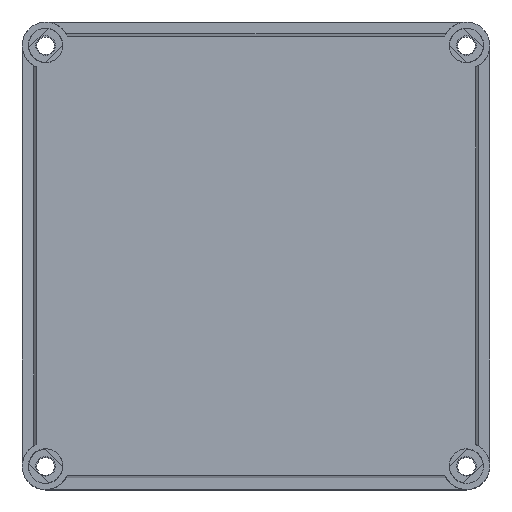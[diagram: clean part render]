
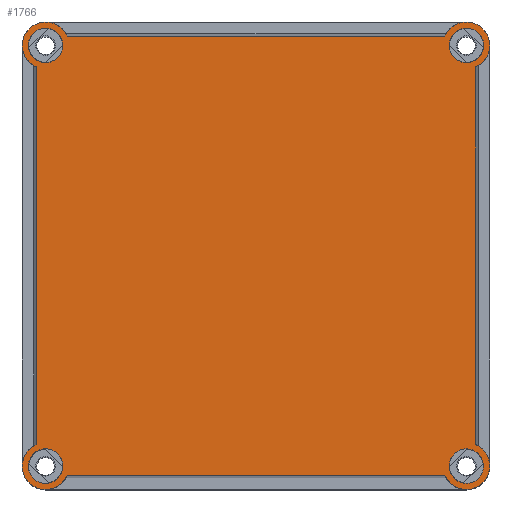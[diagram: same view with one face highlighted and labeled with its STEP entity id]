
A CAD part, top view. The second image highlights one B-rep face of the part: STEP entity #1766.
In plain terms, the highlighted face is planar.
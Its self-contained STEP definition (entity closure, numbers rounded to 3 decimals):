
#1766 = ADVANCED_FACE( '', ( #4312, #4313, #4314, #4315, #4316 ), #4317, .F. );
#4312 = FACE_OUTER_BOUND( '', #7998, .T. );
#4313 = FACE_BOUND( '', #7999, .T. );
#4314 = FACE_BOUND( '', #8000, .T. );
#4315 = FACE_BOUND( '', #8001, .T. );
#4316 = FACE_BOUND( '', #8002, .T. );
#4317 = PLANE( '', #8003 );
#7998 = EDGE_LOOP( '', ( #14005, #14006, #14007, #14008, #14009, #14010, #14011, #14012 ) );
#7999 = EDGE_LOOP( '', ( #14013 ) );
#8000 = EDGE_LOOP( '', ( #14014 ) );
#8001 = EDGE_LOOP( '', ( #14015 ) );
#8002 = EDGE_LOOP( '', ( #14016 ) );
#8003 = AXIS2_PLACEMENT_3D( '', #14017, #14018, #14019 );
#14005 = ORIENTED_EDGE( '', *, *, #21785, .F. );
#14006 = ORIENTED_EDGE( '', *, *, #22188, .T. );
#14007 = ORIENTED_EDGE( '', *, *, #22189, .F. );
#14008 = ORIENTED_EDGE( '', *, *, #22190, .F. );
#14009 = ORIENTED_EDGE( '', *, *, #22191, .F. );
#14010 = ORIENTED_EDGE( '', *, *, #21886, .F. );
#14011 = ORIENTED_EDGE( '', *, *, #20392, .F. );
#14012 = ORIENTED_EDGE( '', *, *, #20996, .F. );
#14013 = ORIENTED_EDGE( '', *, *, #22192, .T. );
#14014 = ORIENTED_EDGE( '', *, *, #22193, .T. );
#14015 = ORIENTED_EDGE( '', *, *, #20630, .T. );
#14016 = ORIENTED_EDGE( '', *, *, #20966, .T. );
#14017 = CARTESIAN_POINT( '', ( 0., 0., 0. ) );
#14018 = DIRECTION( '', ( 0., 0., 1. ) );
#14019 = DIRECTION( '', ( 1., 0., 0. ) );
#20392 = EDGE_CURVE( '', #24139, #24141, #24142, .T. );
#20630 = EDGE_CURVE( '', #24570, #24570, #24571, .T. );
#20966 = EDGE_CURVE( '', #25172, #25172, #25173, .T. );
#20996 = EDGE_CURVE( '', #25223, #24139, #25225, .T. );
#21785 = EDGE_CURVE( '', #26557, #25223, #26559, .T. );
#21886 = EDGE_CURVE( '', #24141, #26703, #26707, .T. );
#22188 = EDGE_CURVE( '', #26557, #27190, #27191, .T. );
#22189 = EDGE_CURVE( '', #27192, #27190, #27193, .T. );
#22190 = EDGE_CURVE( '', #27194, #27192, #27195, .T. );
#22191 = EDGE_CURVE( '', #26703, #27194, #27196, .T. );
#22192 = EDGE_CURVE( '', #27197, #27197, #27198, .T. );
#22193 = EDGE_CURVE( '', #27199, #27199, #27200, .T. );
#24139 = VERTEX_POINT( '', #29814 );
#24141 = VERTEX_POINT( '', #29816 );
#24142 = CIRCLE( '', #29817, 10. );
#24570 = VERTEX_POINT( '', #30474 );
#24571 = CIRCLE( '', #30475, 7.398 );
#25172 = VERTEX_POINT( '', #31299 );
#25173 = CIRCLE( '', #31300, 7.398 );
#25223 = VERTEX_POINT( '', #31370 );
#25225 = LINE( '', #31372, #31373 );
#26557 = VERTEX_POINT( '', #33325 );
#26559 = CIRCLE( '', #33327, 10. );
#26703 = VERTEX_POINT( '', #33527 );
#26707 = LINE( '', #33532, #33533 );
#27190 = VERTEX_POINT( '', #34386 );
#27191 = LINE( '', #34387, #34388 );
#27192 = VERTEX_POINT( '', #34389 );
#27193 = CIRCLE( '', #34390, 10. );
#27194 = VERTEX_POINT( '', #34391 );
#27195 = LINE( '', #34392, #34393 );
#27196 = CIRCLE( '', #34394, 10. );
#27197 = VERTEX_POINT( '', #34395 );
#27198 = CIRCLE( '', #34396, 7.398 );
#27199 = VERTEX_POINT( '', #34397 );
#27200 = CIRCLE( '', #34398, 7.381 );
#29814 = CARTESIAN_POINT( '', ( 93.972, 80.823, 0. ) );
#29816 = CARTESIAN_POINT( '', ( 80.823, 93.972, 0. ) );
#29817 = AXIS2_PLACEMENT_3D( '', #38285, #38286, #38287 );
#30474 = CARTESIAN_POINT( '', ( -82.602, 90., 0. ) );
#30475 = AXIS2_PLACEMENT_3D( '', #38558, #38559, #38560 );
#31299 = CARTESIAN_POINT( '', ( -82.602, -90., 0. ) );
#31300 = AXIS2_PLACEMENT_3D( '', #39005, #39006, #39007 );
#31370 = CARTESIAN_POINT( '', ( 93.972, -80.823, 0. ) );
#31372 = CARTESIAN_POINT( '', ( 93.972, 0., 0. ) );
#31373 = VECTOR( '', #39037, 1000. );
#33325 = CARTESIAN_POINT( '', ( 80.823, -93.972, 0. ) );
#33327 = AXIS2_PLACEMENT_3D( '', #39986, #39987, #39988 );
#33527 = CARTESIAN_POINT( '', ( -80.823, 93.972, 0. ) );
#33532 = CARTESIAN_POINT( '', ( 90., 93.972, 0. ) );
#33533 = VECTOR( '', #40105, 1000. );
#34386 = CARTESIAN_POINT( '', ( -80.823, -93.972, 0. ) );
#34387 = CARTESIAN_POINT( '', ( 90., -93.972, 0. ) );
#34388 = VECTOR( '', #40414, 1000. );
#34389 = CARTESIAN_POINT( '', ( -94.072, -80.867, 0. ) );
#34390 = AXIS2_PLACEMENT_3D( '', #40415, #40416, #40417 );
#34391 = CARTESIAN_POINT( '', ( -94.072, 80.867, 0. ) );
#34392 = CARTESIAN_POINT( '', ( -94.072, 90., 0. ) );
#34393 = VECTOR( '', #40418, 1000. );
#34394 = AXIS2_PLACEMENT_3D( '', #40419, #40420, #40421 );
#34395 = CARTESIAN_POINT( '', ( 97.398, -90., 0. ) );
#34396 = AXIS2_PLACEMENT_3D( '', #40422, #40423, #40424 );
#34397 = CARTESIAN_POINT( '', ( 97.381, 90., 0. ) );
#34398 = AXIS2_PLACEMENT_3D( '', #40425, #40426, #40427 );
#38285 = CARTESIAN_POINT( '', ( 90., 90., 0. ) );
#38286 = DIRECTION( '', ( 0., 0., 1. ) );
#38287 = DIRECTION( '', ( 1., 0., 0. ) );
#38558 = CARTESIAN_POINT( '', ( -90., 90., 0. ) );
#38559 = DIRECTION( '', ( 0., 0., 1. ) );
#38560 = DIRECTION( '', ( 1., 0., 0. ) );
#39005 = CARTESIAN_POINT( '', ( -90., -90., 0. ) );
#39006 = DIRECTION( '', ( 0., 0., 1. ) );
#39007 = DIRECTION( '', ( 1., 0., 0. ) );
#39037 = DIRECTION( '', ( 0., 1., 0. ) );
#39986 = CARTESIAN_POINT( '', ( 90., -90., 0. ) );
#39987 = DIRECTION( '', ( 0., 0., 1. ) );
#39988 = DIRECTION( '', ( 1., 0., 0. ) );
#40105 = DIRECTION( '', ( -1., 0., 0. ) );
#40414 = DIRECTION( '', ( -1., 0., 0. ) );
#40415 = CARTESIAN_POINT( '', ( -90., -90., 0. ) );
#40416 = DIRECTION( '', ( 0., 0., 1. ) );
#40417 = DIRECTION( '', ( 1., 0., 0. ) );
#40418 = DIRECTION( '', ( 0., -1., 0. ) );
#40419 = CARTESIAN_POINT( '', ( -90., 90., 0. ) );
#40420 = DIRECTION( '', ( 0., 0., 1. ) );
#40421 = DIRECTION( '', ( 1., 0., 0. ) );
#40422 = CARTESIAN_POINT( '', ( 90., -90., 0. ) );
#40423 = DIRECTION( '', ( 0., 0., 1. ) );
#40424 = DIRECTION( '', ( 1., 0., 0. ) );
#40425 = CARTESIAN_POINT( '', ( 90., 90., 0. ) );
#40426 = DIRECTION( '', ( 0., 0., 1. ) );
#40427 = DIRECTION( '', ( 1., 0., 0. ) );
